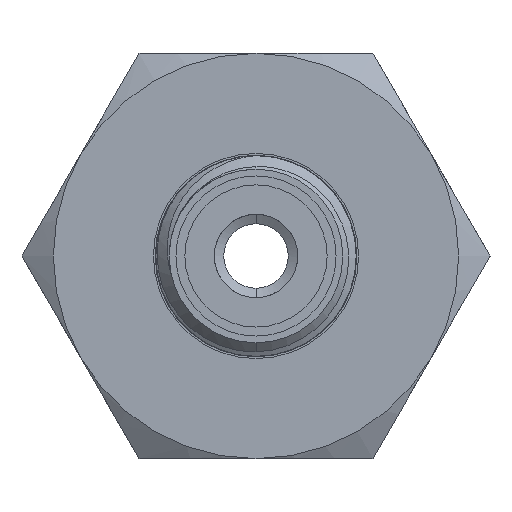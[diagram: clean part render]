
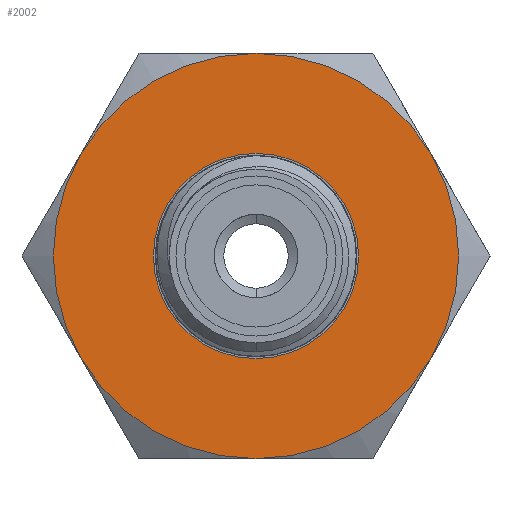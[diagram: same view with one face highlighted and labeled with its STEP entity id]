
A CAD part, left-side view. The second image highlights one B-rep face of the part: STEP entity #2002.
In plain terms, the highlighted planar face has unit normal (-1, 0, 0).
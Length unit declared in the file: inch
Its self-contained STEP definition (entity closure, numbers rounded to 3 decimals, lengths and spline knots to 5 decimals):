
#1 = EDGE_CURVE ( 'NONE', #8085, #5235, #665, .T. ) ;
#153 = ORIENTED_EDGE ( 'NONE', *, *, #9101, .T. ) ;
#500 = DIRECTION ( 'NONE',  ( 0., 0., -1. ) ) ;
#665 = CIRCLE ( 'NONE', #5035, 0.28475 ) ;
#742 = EDGE_CURVE ( 'NONE', #1286, #3820, #15657, .T. ) ;
#822 = AXIS2_PLACEMENT_3D ( 'NONE', #5559, #10401, #9114 ) ;
#933 = CARTESIAN_POINT ( 'NONE',  ( 0.58883, -0.80507, -0.14543 ) ) ;
#1033 = CIRCLE ( 'NONE', #822, 0.5625 ) ;
#1208 = ORIENTED_EDGE ( 'NONE', *, *, #4662, .F. ) ;
#1286 = VERTEX_POINT ( 'NONE', #12178 ) ;
#1555 = AXIS2_PLACEMENT_3D ( 'NONE', #13335, #12138, #5926 ) ;
#1651 = ORIENTED_EDGE ( 'NONE', *, *, #13564, .F. ) ;
#1653 = VERTEX_POINT ( 'NONE', #933 ) ;
#1885 = DIRECTION ( 'NONE',  ( 0., 0., 1. ) ) ;
#2002 = ADVANCED_FACE ( 'NONE', ( #3904, #15640 ), #11834, .T. ) ;
#2200 = AXIS2_PLACEMENT_3D ( 'NONE', #9250, #12889, #12775 ) ;
#2298 = AXIS2_PLACEMENT_3D ( 'NONE', #12961, #9320, #1885 ) ;
#2341 = EDGE_CURVE ( 'NONE', #10886, #1286, #9678, .T. ) ;
#2802 = ORIENTED_EDGE ( 'NONE', *, *, #1, .T. ) ;
#2918 = DIRECTION ( 'NONE',  ( 0., 0., -1. ) ) ;
#3139 = EDGE_CURVE ( 'NONE', #1653, #11929, #6775, .T. ) ;
#3820 = VERTEX_POINT ( 'NONE', #13406 ) ;
#3904 = FACE_BOUND ( 'NONE', #8282, .T. ) ;
#3907 = EDGE_LOOP ( 'NONE', ( #15680, #5652, #15348, #6845, #1651, #1208 ) ) ;
#4137 = CARTESIAN_POINT ( 'NONE',  ( 0.58883, -0.80507, 0.13232 ) ) ;
#4662 = EDGE_CURVE ( 'NONE', #11929, #15916, #6782, .T. ) ;
#5035 = AXIS2_PLACEMENT_3D ( 'NONE', #9909, #11455, #13880 ) ;
#5042 = AXIS2_PLACEMENT_3D ( 'NONE', #10407, #11737, #500 ) ;
#5235 = VERTEX_POINT ( 'NONE', #5739 ) ;
#5559 = CARTESIAN_POINT ( 'NONE',  ( 0.58883, -0.80507, 0.41707 ) ) ;
#5652 = ORIENTED_EDGE ( 'NONE', *, *, #8119, .F. ) ;
#5739 = CARTESIAN_POINT ( 'NONE',  ( 0.58883, -0.80507, 0.70182 ) ) ;
#5784 = CIRCLE ( 'NONE', #9817, 0.28475 ) ;
#5918 = CARTESIAN_POINT ( 'NONE',  ( 0.58883, -0.80507, 0.41707 ) ) ;
#5926 = DIRECTION ( 'NONE',  ( 0., 0., -1. ) ) ;
#6152 = AXIS2_PLACEMENT_3D ( 'NONE', #15679, #9558, #11865 ) ;
#6775 = CIRCLE ( 'NONE', #2200, 0.5625 ) ;
#6782 = CIRCLE ( 'NONE', #6152, 0.5625 ) ;
#6845 = ORIENTED_EDGE ( 'NONE', *, *, #2341, .F. ) ;
#7305 = DIRECTION ( 'NONE',  ( 1., 0., 0. ) ) ;
#7646 = CARTESIAN_POINT ( 'NONE',  ( 0.58883, -0.31793, 0.69832 ) ) ;
#8085 = VERTEX_POINT ( 'NONE', #4137 ) ;
#8119 = EDGE_CURVE ( 'NONE', #3820, #1653, #1033, .T. ) ;
#8282 = EDGE_LOOP ( 'NONE', ( #2802, #153 ) ) ;
#9101 = EDGE_CURVE ( 'NONE', #5235, #8085, #5784, .T. ) ;
#9114 = DIRECTION ( 'NONE',  ( 0., 0., -1. ) ) ;
#9123 = DIRECTION ( 'NONE',  ( 1., 0., 0. ) ) ;
#9250 = CARTESIAN_POINT ( 'NONE',  ( 0.58883, -0.80507, 0.41707 ) ) ;
#9320 = DIRECTION ( 'NONE',  ( -1., 0., 0. ) ) ;
#9381 = AXIS2_PLACEMENT_3D ( 'NONE', #12635, #9123, #2918 ) ;
#9558 = DIRECTION ( 'NONE',  ( 1., 0., 0. ) ) ;
#9678 = CIRCLE ( 'NONE', #5042, 0.5625 ) ;
#9817 = AXIS2_PLACEMENT_3D ( 'NONE', #5918, #7305, #15832 ) ;
#9909 = CARTESIAN_POINT ( 'NONE',  ( 0.58883, -0.80507, 0.41707 ) ) ;
#10401 = DIRECTION ( 'NONE',  ( 1., 0., 0. ) ) ;
#10407 = CARTESIAN_POINT ( 'NONE',  ( 0.58883, -0.80507, 0.41707 ) ) ;
#10739 = CIRCLE ( 'NONE', #1555, 0.5625 ) ;
#10886 = VERTEX_POINT ( 'NONE', #15643 ) ;
#11455 = DIRECTION ( 'NONE',  ( 1., 0., 0. ) ) ;
#11737 = DIRECTION ( 'NONE',  ( 1., 0., 0. ) ) ;
#11834 = PLANE ( 'NONE',  #2298 ) ;
#11865 = DIRECTION ( 'NONE',  ( 0., 0., -1. ) ) ;
#11929 = VERTEX_POINT ( 'NONE', #12134 ) ;
#12134 = CARTESIAN_POINT ( 'NONE',  ( 0.58883, -0.31793, 0.13582 ) ) ;
#12138 = DIRECTION ( 'NONE',  ( 1., 0., 0. ) ) ;
#12178 = CARTESIAN_POINT ( 'NONE',  ( 0.58883, -1.29221, 0.69832 ) ) ;
#12635 = CARTESIAN_POINT ( 'NONE',  ( 0.58883, -0.80507, 0.41707 ) ) ;
#12775 = DIRECTION ( 'NONE',  ( 0., 0., -1. ) ) ;
#12889 = DIRECTION ( 'NONE',  ( 1., 0., 0. ) ) ;
#12961 = CARTESIAN_POINT ( 'NONE',  ( 0.58883, -0.52032, 0.41707 ) ) ;
#13335 = CARTESIAN_POINT ( 'NONE',  ( 0.58883, -0.80507, 0.41707 ) ) ;
#13406 = CARTESIAN_POINT ( 'NONE',  ( 0.58883, -1.29221, 0.13582 ) ) ;
#13564 = EDGE_CURVE ( 'NONE', #15916, #10886, #10739, .T. ) ;
#13880 = DIRECTION ( 'NONE',  ( 0., 0., -1. ) ) ;
#15348 = ORIENTED_EDGE ( 'NONE', *, *, #742, .F. ) ;
#15640 = FACE_OUTER_BOUND ( 'NONE', #3907, .T. ) ;
#15643 = CARTESIAN_POINT ( 'NONE',  ( 0.58883, -0.80507, 0.97957 ) ) ;
#15657 = CIRCLE ( 'NONE', #9381, 0.5625 ) ;
#15679 = CARTESIAN_POINT ( 'NONE',  ( 0.58883, -0.80507, 0.41707 ) ) ;
#15680 = ORIENTED_EDGE ( 'NONE', *, *, #3139, .F. ) ;
#15832 = DIRECTION ( 'NONE',  ( 0., 0., -1. ) ) ;
#15916 = VERTEX_POINT ( 'NONE', #7646 ) ;
